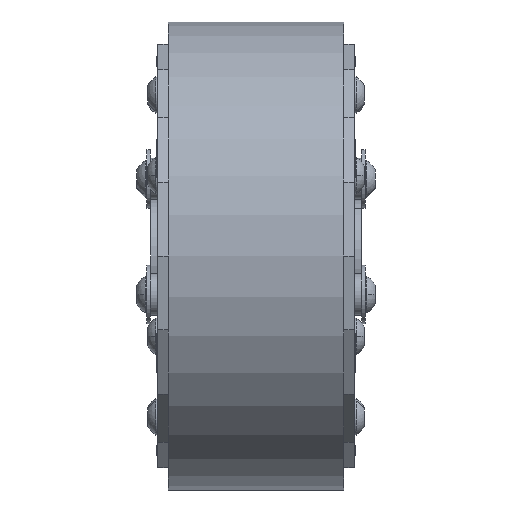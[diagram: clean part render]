
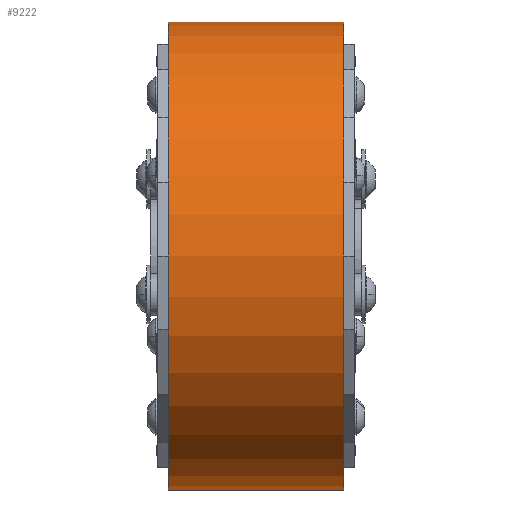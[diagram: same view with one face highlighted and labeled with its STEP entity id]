
A CAD part, left-side view. The second image highlights one B-rep face of the part: STEP entity #9222.
In plain terms, the highlighted cylindrical face has radius 50.8 mm (diameter 101.6 mm), a partial arc.
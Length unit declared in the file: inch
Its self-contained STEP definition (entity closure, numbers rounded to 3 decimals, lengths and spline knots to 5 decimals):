
#3402 = DIRECTION ( 'NONE',  ( 0., 0., -1. ) ) ;
#3403 = DIRECTION ( 'NONE',  ( 0., -1., 0. ) ) ;
#3404 = AXIS2_PLACEMENT_3D ( 'NONE', #3557, #3403, #3402 ) ;
#3405 = CYLINDRICAL_SURFACE ( 'NONE', #3404, 2. ) ;
#3505 = FACE_OUTER_BOUND ( 'NONE', #9232, .T. ) ;
#3557 = CARTESIAN_POINT ( 'NONE',  ( 0., 0.75, 0. ) ) ;
#3804 = CARTESIAN_POINT ( 'NONE',  ( 0., -0.75, -2. ) ) ;
#3805 = DIRECTION ( 'NONE',  ( 0., 0., 1. ) ) ;
#3821 = DIRECTION ( 'NONE',  ( 0., 0., 1. ) ) ;
#3822 = DIRECTION ( 'NONE',  ( 0., 1., 0. ) ) ;
#3823 = AXIS2_PLACEMENT_3D ( 'NONE', #3829, #3822, #3821 ) ;
#3824 = CIRCLE ( 'NONE', #3823, 2. ) ;
#3829 = CARTESIAN_POINT ( 'NONE',  ( 0., 0.75, 0. ) ) ;
#3830 = DIRECTION ( 'NONE',  ( 0., 1., 0. ) ) ;
#3831 = AXIS2_PLACEMENT_3D ( 'NONE', #3833, #3830, #3805 ) ;
#3832 = CIRCLE ( 'NONE', #3831, 2. ) ;
#3833 = CARTESIAN_POINT ( 'NONE',  ( 0., -0.75, 0. ) ) ;
#3876 = CARTESIAN_POINT ( 'NONE',  ( 0., 0.75, -2. ) ) ;
#3877 = CARTESIAN_POINT ( 'NONE',  ( 0., 0.75, 2. ) ) ;
#3938 = DIRECTION ( 'NONE',  ( 0., -1., 0. ) ) ;
#3939 = VECTOR ( 'NONE', #3938, 39.37008 ) ;
#3940 = CARTESIAN_POINT ( 'NONE',  ( 0., 0.75, -2. ) ) ;
#3941 = LINE ( 'NONE', #3940, #3939 ) ;
#3955 = CARTESIAN_POINT ( 'NONE',  ( 0., -0.75, 2. ) ) ;
#3956 = DIRECTION ( 'NONE',  ( 0., -1., 0. ) ) ;
#3957 = VECTOR ( 'NONE', #3956, 39.37008 ) ;
#3958 = CARTESIAN_POINT ( 'NONE',  ( 0., 0.75, 2. ) ) ;
#3959 = LINE ( 'NONE', #3958, #3957 ) ;
#9221 = ORIENTED_EDGE ( 'NONE', *, *, #9469, .F. ) ;
#9222 = ADVANCED_FACE ( 'NONE', ( #3505 ), #3405, .T. ) ;
#9232 = EDGE_LOOP ( 'NONE', ( #9238, #9221, #9239, #9245 ) ) ;
#9238 = ORIENTED_EDGE ( 'NONE', *, *, #9463, .F. ) ;
#9239 = ORIENTED_EDGE ( 'NONE', *, *, #9447, .T. ) ;
#9245 = ORIENTED_EDGE ( 'NONE', *, *, #9442, .T. ) ;
#9442 = EDGE_CURVE ( 'NONE', #9445, #9464, #3832, .T. ) ;
#9445 = VERTEX_POINT ( 'NONE', #3804 ) ;
#9447 = EDGE_CURVE ( 'NONE', #9452, #9445, #3941, .T. ) ;
#9451 = VERTEX_POINT ( 'NONE', #3877 ) ;
#9452 = VERTEX_POINT ( 'NONE', #3876 ) ;
#9463 = EDGE_CURVE ( 'NONE', #9451, #9464, #3959, .T. ) ;
#9464 = VERTEX_POINT ( 'NONE', #3955 ) ;
#9469 = EDGE_CURVE ( 'NONE', #9452, #9451, #3824, .T. ) ;
